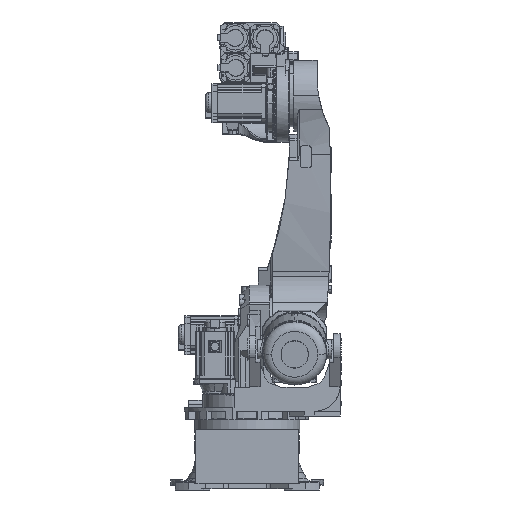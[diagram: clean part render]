
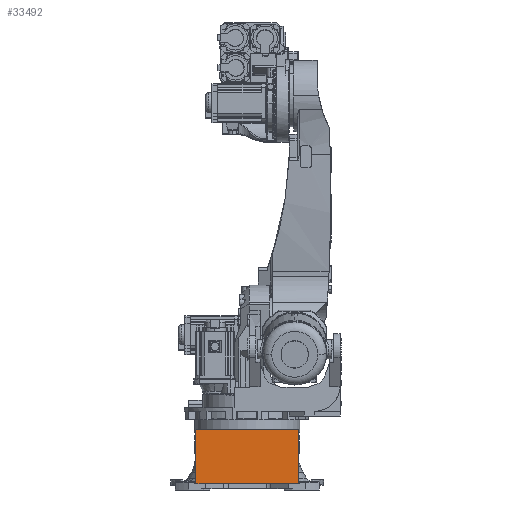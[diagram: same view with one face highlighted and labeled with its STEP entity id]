
A CAD part, left-side view. The second image highlights one B-rep face of the part: STEP entity #33492.
In plain terms, the highlighted planar face has unit normal (-1, 0, 0).
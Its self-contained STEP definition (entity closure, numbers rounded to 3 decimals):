
#2005 = AXIS2_PLACEMENT_3D ( 'NONE', #60197, #135754, #71089 ) ;
#3636 = EDGE_CURVE ( 'NONE', #81979, #71866, #127334, .T. ) ;
#5251 = CARTESIAN_POINT ( 'NONE',  ( -482., 275., -230. ) ) ;
#7505 = CARTESIAN_POINT ( 'NONE',  ( -482., -19.275, -250.346 ) ) ;
#14222 = LINE ( 'NONE', #80466, #97182 ) ;
#15703 = DIRECTION ( 'NONE',  ( 0., -1., 0. ) ) ;
#16128 = DIRECTION ( 'NONE',  ( 0., 0., 1. ) ) ;
#19859 = ORIENTED_EDGE ( 'NONE', *, *, #116276, .T. ) ;
#25696 = VERTEX_POINT ( 'NONE', #115021 ) ;
#27994 = VERTEX_POINT ( 'NONE', #111354 ) ;
#29281 = DIRECTION ( 'NONE',  ( 0., 0., 1. ) ) ;
#32808 = DIRECTION ( 'NONE',  ( 0., 1., 0. ) ) ;
#33492 = ADVANCED_FACE ( 'NONE', ( #131832 ), #83099, .T. ) ;
#43550 = EDGE_CURVE ( 'NONE', #78623, #27994, #131580, .T. ) ;
#44201 = CARTESIAN_POINT ( 'NONE',  ( -482., 280., 230. ) ) ;
#44498 = VECTOR ( 'NONE', #32808, 1000. ) ;
#51218 = AXIS2_PLACEMENT_3D ( 'NONE', #5251, #80890, #16128 ) ;
#60197 = CARTESIAN_POINT ( 'NONE',  ( -482., 275., 230. ) ) ;
#61016 = DIRECTION ( 'NONE',  ( 0., 0., -1. ) ) ;
#71089 = DIRECTION ( 'NONE',  ( 0., 0., 1. ) ) ;
#71866 = VERTEX_POINT ( 'NONE', #127266 ) ;
#77073 = DIRECTION ( 'NONE',  ( 0., 0., 1. ) ) ;
#78623 = VERTEX_POINT ( 'NONE', #44201 ) ;
#79734 = CARTESIAN_POINT ( 'NONE',  ( -482., 28., 235. ) ) ;
#80068 = CARTESIAN_POINT ( 'NONE',  ( -482., 275., -235. ) ) ;
#80466 = CARTESIAN_POINT ( 'NONE',  ( -482., 30., -235. ) ) ;
#80890 = DIRECTION ( 'NONE',  ( -1., 0., 0. ) ) ;
#81979 = VERTEX_POINT ( 'NONE', #79734 ) ;
#82136 = ORIENTED_EDGE ( 'NONE', *, *, #89405, .T. ) ;
#83099 = PLANE ( 'NONE',  #84361 ) ;
#84361 = AXIS2_PLACEMENT_3D ( 'NONE', #7505, #94002, #29281 ) ;
#86928 = ORIENTED_EDGE ( 'NONE', *, *, #3636, .T. ) ;
#88310 = ORIENTED_EDGE ( 'NONE', *, *, #43550, .T. ) ;
#89405 = EDGE_CURVE ( 'NONE', #27994, #129335, #117226, .T. ) ;
#94002 = DIRECTION ( 'NONE',  ( -1., 0., 0. ) ) ;
#97182 = VECTOR ( 'NONE', #15703, 1000. ) ;
#98853 = CARTESIAN_POINT ( 'NONE',  ( -482., 28., -235. ) ) ;
#107107 = ORIENTED_EDGE ( 'NONE', *, *, #130311, .T. ) ;
#108039 = EDGE_CURVE ( 'NONE', #129335, #25696, #14222, .T. ) ;
#108429 = EDGE_LOOP ( 'NONE', ( #107107, #88310, #82136, #123087, #19859, #86928 ) ) ;
#109601 = LINE ( 'NONE', #98853, #134912 ) ;
#111354 = CARTESIAN_POINT ( 'NONE',  ( -482., 280., -230. ) ) ;
#115021 = CARTESIAN_POINT ( 'NONE',  ( -482., 28., -235. ) ) ;
#116276 = EDGE_CURVE ( 'NONE', #25696, #81979, #109601, .T. ) ;
#117226 = CIRCLE ( 'NONE', #51218, 5. ) ;
#119232 = CARTESIAN_POINT ( 'NONE',  ( -482., 30., 235. ) ) ;
#121444 = VECTOR ( 'NONE', #61016, 1000. ) ;
#123087 = ORIENTED_EDGE ( 'NONE', *, *, #108039, .T. ) ;
#127266 = CARTESIAN_POINT ( 'NONE',  ( -482., 275., 235. ) ) ;
#127334 = LINE ( 'NONE', #119232, #44498 ) ;
#129335 = VERTEX_POINT ( 'NONE', #80068 ) ;
#130264 = CIRCLE ( 'NONE', #2005, 5. ) ;
#130311 = EDGE_CURVE ( 'NONE', #71866, #78623, #130264, .T. ) ;
#131580 = LINE ( 'NONE', #136574, #121444 ) ;
#131832 = FACE_OUTER_BOUND ( 'NONE', #108429, .T. ) ;
#134912 = VECTOR ( 'NONE', #77073, 1000. ) ;
#135754 = DIRECTION ( 'NONE',  ( -1., 0., 0. ) ) ;
#136574 = CARTESIAN_POINT ( 'NONE',  ( -482., 280., -250.346 ) ) ;
